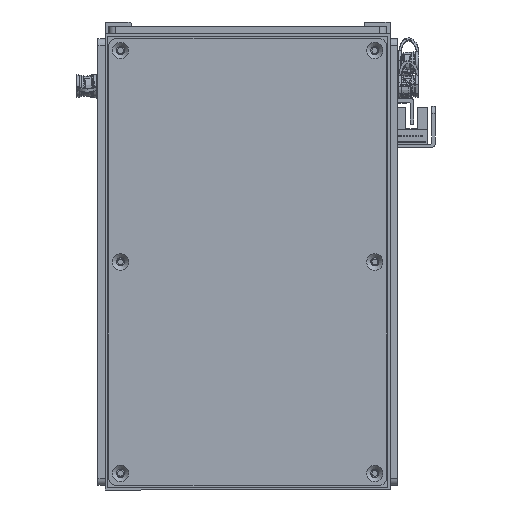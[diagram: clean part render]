
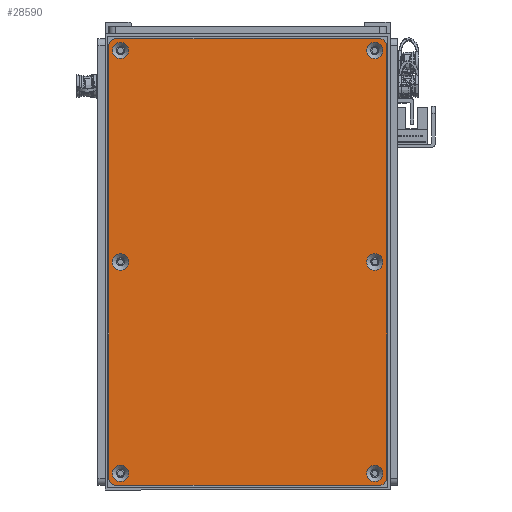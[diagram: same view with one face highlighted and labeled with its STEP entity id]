
A CAD part, front view. The second image highlights one B-rep face of the part: STEP entity #28590.
In plain terms, the highlighted planar face has unit normal (0, -1, 0).
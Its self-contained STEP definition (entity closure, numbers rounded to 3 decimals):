
#2391=FACE_BOUND('',#6911,.T.);
#2392=FACE_BOUND('',#6912,.T.);
#2393=FACE_BOUND('',#6913,.T.);
#2394=FACE_BOUND('',#6914,.T.);
#2395=FACE_BOUND('',#6915,.T.);
#2396=FACE_BOUND('',#6916,.T.);
#3638=CIRCLE('',#31655,3.45);
#3641=CIRCLE('',#31660,3.45);
#3644=CIRCLE('',#31665,3.45);
#3647=CIRCLE('',#31670,3.45);
#3650=CIRCLE('',#31675,3.45);
#3653=CIRCLE('',#31680,3.45);
#3656=CIRCLE('',#31685,3.);
#3658=CIRCLE('',#31688,3.);
#3659=CIRCLE('',#31689,3.);
#3660=CIRCLE('',#31690,3.);
#5096=FACE_OUTER_BOUND('',#6910,.T.);
#6910=EDGE_LOOP('',(#25903,#25904,#25905,#25906,#25907,#25908,#25909,#25910));
#6911=EDGE_LOOP('',(#25911));
#6912=EDGE_LOOP('',(#25912));
#6913=EDGE_LOOP('',(#25913));
#6914=EDGE_LOOP('',(#25914));
#6915=EDGE_LOOP('',(#25915));
#6916=EDGE_LOOP('',(#25916));
#9255=LINE('',#50473,#11607);
#9256=LINE('',#50477,#11608);
#9257=LINE('',#50481,#11609);
#9258=LINE('',#50484,#11610);
#11607=VECTOR('',#39342,10.);
#11608=VECTOR('',#39345,10.);
#11609=VECTOR('',#39348,10.);
#11610=VECTOR('',#39351,10.);
#14267=VERTEX_POINT('',#50403);
#14270=VERTEX_POINT('',#50413);
#14273=VERTEX_POINT('',#50423);
#14276=VERTEX_POINT('',#50433);
#14279=VERTEX_POINT('',#50443);
#14282=VERTEX_POINT('',#50453);
#14285=VERTEX_POINT('',#50463);
#14286=VERTEX_POINT('',#50464);
#14289=VERTEX_POINT('',#50472);
#14290=VERTEX_POINT('',#50474);
#14291=VERTEX_POINT('',#50476);
#14292=VERTEX_POINT('',#50478);
#14293=VERTEX_POINT('',#50480);
#14294=VERTEX_POINT('',#50482);
#18170=EDGE_CURVE('',#14267,#14267,#3638,.T.);
#18175=EDGE_CURVE('',#14270,#14270,#3641,.T.);
#18180=EDGE_CURVE('',#14273,#14273,#3644,.T.);
#18185=EDGE_CURVE('',#14276,#14276,#3647,.T.);
#18190=EDGE_CURVE('',#14279,#14279,#3650,.T.);
#18195=EDGE_CURVE('',#14282,#14282,#3653,.T.);
#18200=EDGE_CURVE('',#14285,#14286,#3656,.T.);
#18204=EDGE_CURVE('',#14285,#14289,#9255,.T.);
#18205=EDGE_CURVE('',#14290,#14289,#3658,.T.);
#18206=EDGE_CURVE('',#14290,#14291,#9256,.T.);
#18207=EDGE_CURVE('',#14292,#14291,#3659,.T.);
#18208=EDGE_CURVE('',#14292,#14293,#9257,.T.);
#18209=EDGE_CURVE('',#14294,#14293,#3660,.T.);
#18210=EDGE_CURVE('',#14294,#14286,#9258,.T.);
#25903=ORIENTED_EDGE('',*,*,#18200,.F.);
#25904=ORIENTED_EDGE('',*,*,#18204,.T.);
#25905=ORIENTED_EDGE('',*,*,#18205,.F.);
#25906=ORIENTED_EDGE('',*,*,#18206,.T.);
#25907=ORIENTED_EDGE('',*,*,#18207,.F.);
#25908=ORIENTED_EDGE('',*,*,#18208,.T.);
#25909=ORIENTED_EDGE('',*,*,#18209,.F.);
#25910=ORIENTED_EDGE('',*,*,#18210,.T.);
#25911=ORIENTED_EDGE('',*,*,#18170,.T.);
#25912=ORIENTED_EDGE('',*,*,#18175,.T.);
#25913=ORIENTED_EDGE('',*,*,#18180,.T.);
#25914=ORIENTED_EDGE('',*,*,#18185,.T.);
#25915=ORIENTED_EDGE('',*,*,#18190,.T.);
#25916=ORIENTED_EDGE('',*,*,#18195,.T.);
#27228=PLANE('',#31687);
#28590=ADVANCED_FACE('',(#5096,#2391,#2392,#2393,#2394,#2395,#2396),#27228,
 .T.);
#31655=AXIS2_PLACEMENT_3D('',#50404,#39262,#39263);
#31660=AXIS2_PLACEMENT_3D('',#50414,#39274,#39275);
#31665=AXIS2_PLACEMENT_3D('',#50424,#39286,#39287);
#31670=AXIS2_PLACEMENT_3D('',#50434,#39298,#39299);
#31675=AXIS2_PLACEMENT_3D('',#50444,#39310,#39311);
#31680=AXIS2_PLACEMENT_3D('',#50454,#39322,#39323);
#31685=AXIS2_PLACEMENT_3D('',#50465,#39334,#39335);
#31687=AXIS2_PLACEMENT_3D('',#50471,#39340,#39341);
#31688=AXIS2_PLACEMENT_3D('',#50475,#39343,#39344);
#31689=AXIS2_PLACEMENT_3D('',#50479,#39346,#39347);
#31690=AXIS2_PLACEMENT_3D('',#50483,#39349,#39350);
#39262=DIRECTION('center_axis',(0.,1.,0.));
#39263=DIRECTION('ref_axis',(1.,0.,0.));
#39274=DIRECTION('center_axis',(0.,1.,0.));
#39275=DIRECTION('ref_axis',(1.,0.,0.));
#39286=DIRECTION('center_axis',(0.,1.,0.));
#39287=DIRECTION('ref_axis',(1.,0.,0.));
#39298=DIRECTION('center_axis',(0.,1.,0.));
#39299=DIRECTION('ref_axis',(1.,0.,0.));
#39310=DIRECTION('center_axis',(0.,1.,0.));
#39311=DIRECTION('ref_axis',(1.,0.,0.));
#39322=DIRECTION('center_axis',(0.,1.,0.));
#39323=DIRECTION('ref_axis',(1.,0.,0.));
#39334=DIRECTION('center_axis',(0.,1.,0.));
#39335=DIRECTION('ref_axis',(-0.707,0.,0.707));
#39340=DIRECTION('center_axis',(0.,-1.,0.));
#39341=DIRECTION('ref_axis',(0.,0.,-1.));
#39342=DIRECTION('',(0.,0.,-1.));
#39343=DIRECTION('center_axis',(0.,1.,0.));
#39344=DIRECTION('ref_axis',(-0.707,0.,-0.707));
#39345=DIRECTION('',(1.,0.,0.));
#39346=DIRECTION('center_axis',(0.,1.,0.));
#39347=DIRECTION('ref_axis',(0.707,0.,-0.707));
#39348=DIRECTION('',(0.,0.,1.));
#39349=DIRECTION('center_axis',(0.,1.,0.));
#39350=DIRECTION('ref_axis',(0.707,0.,0.707));
#39351=DIRECTION('',(-1.,0.,0.));
#50403=CARTESIAN_POINT('',(85.55,-1.5,53.5));
#50404=CARTESIAN_POINT('Origin',(89.,-1.5,53.5));
#50413=CARTESIAN_POINT('',(-3.45,-1.5,-53.5));
#50414=CARTESIAN_POINT('Origin',(0.,-1.5,-53.5));
#50423=CARTESIAN_POINT('',(-92.45,-1.5,53.5));
#50424=CARTESIAN_POINT('Origin',(-89.,-1.5,53.5));
#50433=CARTESIAN_POINT('',(-92.45,-1.5,-53.5));
#50434=CARTESIAN_POINT('Origin',(-89.,-1.5,-53.5));
#50443=CARTESIAN_POINT('',(-3.45,-1.5,53.5));
#50444=CARTESIAN_POINT('Origin',(0.,-1.5,53.5));
#50453=CARTESIAN_POINT('',(85.55,-1.5,-53.5));
#50454=CARTESIAN_POINT('Origin',(89.,-1.5,-53.5));
#50463=CARTESIAN_POINT('',(-94.,-1.5,55.5));
#50464=CARTESIAN_POINT('',(-91.,-1.5,58.5));
#50465=CARTESIAN_POINT('Origin',(-91.,-1.5,55.5));
#50471=CARTESIAN_POINT('Origin',(0.,-1.5,0.));
#50472=CARTESIAN_POINT('',(-94.,-1.5,-55.5));
#50473=CARTESIAN_POINT('',(-94.,-1.5,58.5));
#50474=CARTESIAN_POINT('',(-91.,-1.5,-58.5));
#50475=CARTESIAN_POINT('Origin',(-91.,-1.5,-55.5));
#50476=CARTESIAN_POINT('',(91.,-1.5,-58.5));
#50477=CARTESIAN_POINT('',(-94.,-1.5,-58.5));
#50478=CARTESIAN_POINT('',(94.,-1.5,-55.5));
#50479=CARTESIAN_POINT('Origin',(91.,-1.5,-55.5));
#50480=CARTESIAN_POINT('',(94.,-1.5,55.5));
#50481=CARTESIAN_POINT('',(94.,-1.5,-58.5));
#50482=CARTESIAN_POINT('',(91.,-1.5,58.5));
#50483=CARTESIAN_POINT('Origin',(91.,-1.5,55.5));
#50484=CARTESIAN_POINT('',(94.,-1.5,58.5));
